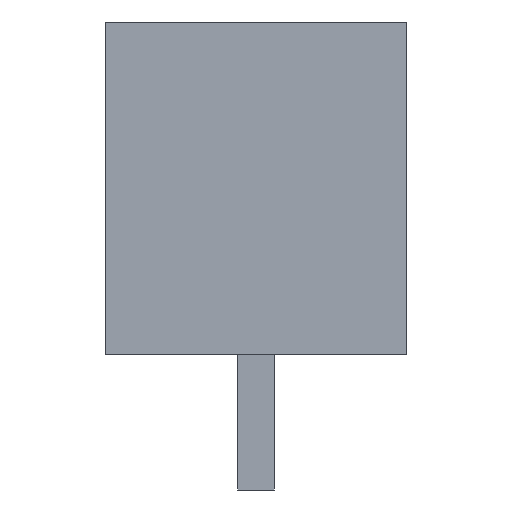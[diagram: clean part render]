
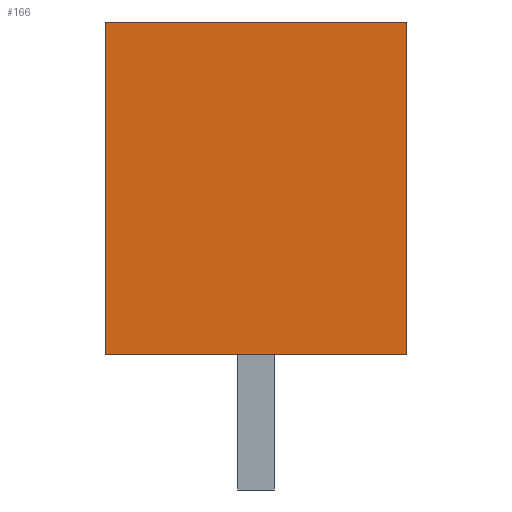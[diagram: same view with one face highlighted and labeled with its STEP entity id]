
A CAD part, left-side view. The second image highlights one B-rep face of the part: STEP entity #166.
In plain terms, the highlighted planar face has unit normal (-1, 0, 0).
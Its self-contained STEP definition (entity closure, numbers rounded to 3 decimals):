
#166=ADVANCED_FACE('',(#326),#328,.T.);
#326=FACE_BOUND('',#327,.T.);
#327=EDGE_LOOP('',(#446,#447,#448,#449));
#328=PLANE('',#329);
#329=AXIS2_PLACEMENT_3D('',#330,#331,#332);
#330=CARTESIAN_POINT('',(-24.,0.,0.));
#331=DIRECTION('',(-1.,0.,0.));
#332=DIRECTION('',(0.,-1.,0.));
#446=ORIENTED_EDGE('',*,*,#481,.T.);
#447=ORIENTED_EDGE('',*,*,#519,.T.);
#448=ORIENTED_EDGE('',*,*,#521,.F.);
#449=ORIENTED_EDGE('',*,*,#509,.F.);
#481=EDGE_CURVE('',#527,#531,#533,.T.);
#509=EDGE_CURVE('',#527,#580,#581,.T.);
#519=EDGE_CURVE('',#531,#597,#599,.T.);
#521=EDGE_CURVE('',#580,#597,#601,.T.);
#527=VERTEX_POINT('',#607);
#531=VERTEX_POINT('',#615);
#533=LINE('',#619,#620);
#580=VERTEX_POINT('',#722);
#581=LINE('',#723,#724);
#597=VERTEX_POINT('',#757);
#599=LINE('',#761,#762);
#601=LINE('',#767,#768);
#607=CARTESIAN_POINT('',(-24.,0.,0.));
#615=CARTESIAN_POINT('',(-24.,-10.,0.));
#619=CARTESIAN_POINT('',(-24.,0.,0.));
#620=VECTOR('',#621,1.);
#621=DIRECTION('',(0.,-1.,0.));
#722=CARTESIAN_POINT('',(-24.,0.,11.));
#723=CARTESIAN_POINT('',(-24.,0.,0.));
#724=VECTOR('',#725,1.);
#725=DIRECTION('',(0.,0.,1.));
#757=CARTESIAN_POINT('',(-24.,-10.,11.));
#761=CARTESIAN_POINT('',(-24.,-10.,0.));
#762=VECTOR('',#763,1.);
#763=DIRECTION('',(0.,0.,1.));
#767=CARTESIAN_POINT('',(-24.,0.,11.));
#768=VECTOR('',#769,1.);
#769=DIRECTION('',(0.,-1.,0.));
